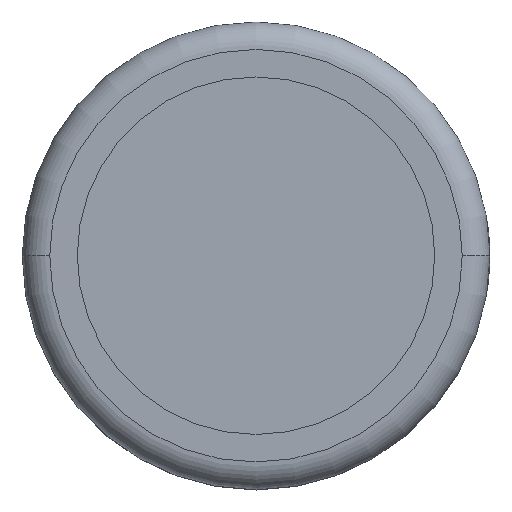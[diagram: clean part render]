
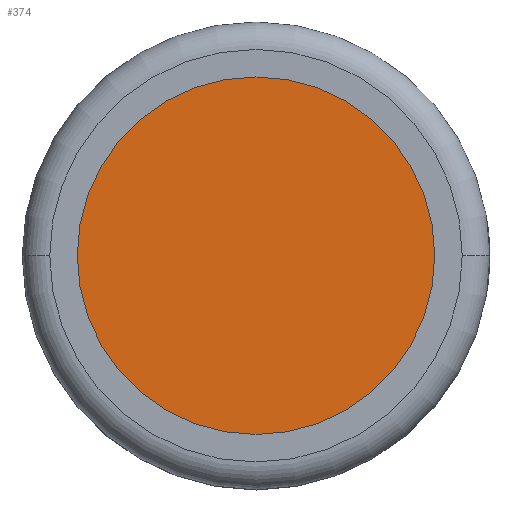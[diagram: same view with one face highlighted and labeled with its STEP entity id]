
A CAD part, top view. The second image highlights one B-rep face of the part: STEP entity #374.
In plain terms, the highlighted planar face has unit normal (0, 0, 1).
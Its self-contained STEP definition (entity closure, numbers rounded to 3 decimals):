
#306=CARTESIAN_POINT('',(3.25,0.0,5.9));
#307=VERTEX_POINT('',#306);
#323=CARTESIAN_POINT('',(-3.25,0.,5.9));
#324=VERTEX_POINT('',#323);
#331=CARTESIAN_POINT('',(0.0,0.0,5.9));
#332=DIRECTION('',(0.0,0.0,-1.0));
#333=DIRECTION('',(1.0,0.0,0.0));
#334=AXIS2_PLACEMENT_3D('',#331,#332,#333);
#335=CIRCLE('',#334,3.25);
#336=EDGE_CURVE('',#324,#307,#335,.T.);
#347=CARTESIAN_POINT('',(0.0,0.0,5.9));
#348=DIRECTION('',(0.0,0.0,-1.0));
#349=DIRECTION('',(1.0,0.0,0.0));
#350=AXIS2_PLACEMENT_3D('',#347,#348,#349);
#351=CIRCLE('',#350,3.25);
#352=EDGE_CURVE('',#307,#324,#351,.T.);
#365=CARTESIAN_POINT('',(0.0,0.0,5.9));
#366=DIRECTION('',(0.0,0.0,1.0));
#367=DIRECTION('',(1.0,0.0,0.0));
#368=AXIS2_PLACEMENT_3D('',#365,#366,#367);
#369=PLANE('',#368);
#370=ORIENTED_EDGE('',*,*,#352,.F.);
#371=ORIENTED_EDGE('',*,*,#336,.F.);
#372=EDGE_LOOP('',(#370,#371));
#373=FACE_OUTER_BOUND('',#372,.T.);
#374=ADVANCED_FACE('',(#373),#369,.T.);
